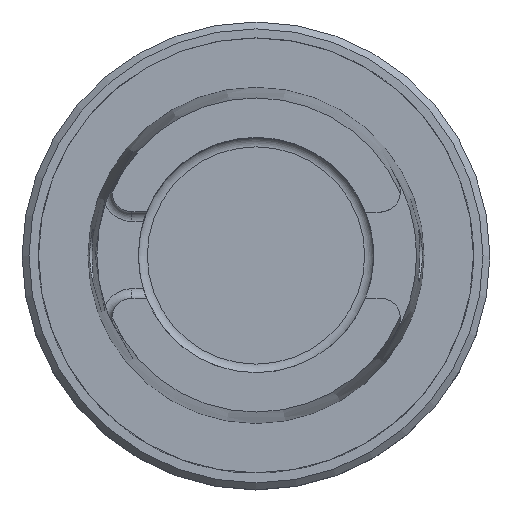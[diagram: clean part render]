
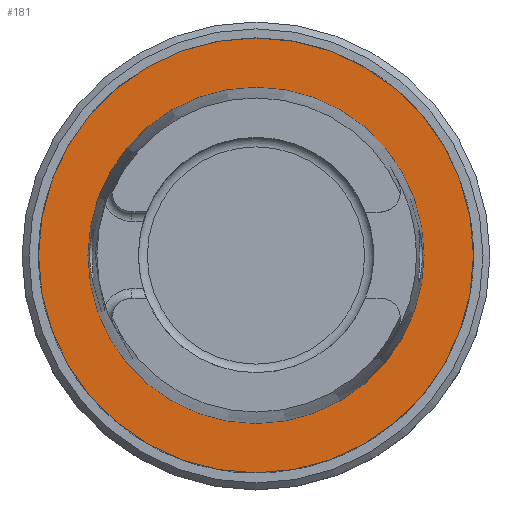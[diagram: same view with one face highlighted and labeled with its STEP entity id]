
A CAD part, top view. The second image highlights one B-rep face of the part: STEP entity #181.
In plain terms, the highlighted planar face has unit normal (0, 0, 1).
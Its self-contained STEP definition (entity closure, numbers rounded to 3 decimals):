
#90=FACE_BOUND('',#365,.T.);
#91=FACE_BOUND('',#366,.T.);
#181=ADVANCED_FACE('',(#90,#91),#242,.F.);
#242=PLANE('',#1502);
#365=EDGE_LOOP('',(#681));
#366=EDGE_LOOP('',(#682));
#453=CIRCLE('',#1470,31.47);
#467=CIRCLE('',#1500,24.321);
#681=ORIENTED_EDGE('',*,*,#1094,.F.);
#682=ORIENTED_EDGE('',*,*,#1158,.T.);
#951=VERTEX_POINT('',#2421);
#992=VERTEX_POINT('',#2681);
#1094=EDGE_CURVE('',#951,#951,#453,.T.);
#1158=EDGE_CURVE('',#992,#992,#467,.T.);
#1470=AXIS2_PLACEMENT_3D('',#2420,#1704,#1705);
#1500=AXIS2_PLACEMENT_3D('',#2680,#1794,#1795);
#1502=AXIS2_PLACEMENT_3D('',#2683,#1798,#1799);
#1704=DIRECTION('',(0.,0.,-1.));
#1705=DIRECTION('',(1.,0.,0.));
#1794=DIRECTION('',(0.,0.,-1.));
#1795=DIRECTION('',(1.,0.,0.));
#1798=DIRECTION('',(0.,0.,-1.));
#1799=DIRECTION('',(1.,0.,0.));
#2420=CARTESIAN_POINT('',(0.,0.,0.));
#2421=CARTESIAN_POINT('',(31.47,0.,0.));
#2680=CARTESIAN_POINT('',(0.,0.,0.));
#2681=CARTESIAN_POINT('',(24.321,0.,0.));
#2683=CARTESIAN_POINT('',(0.,-25.43,0.));
